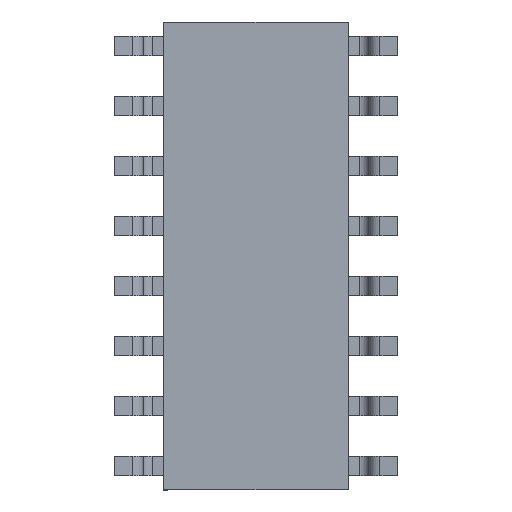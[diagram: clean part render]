
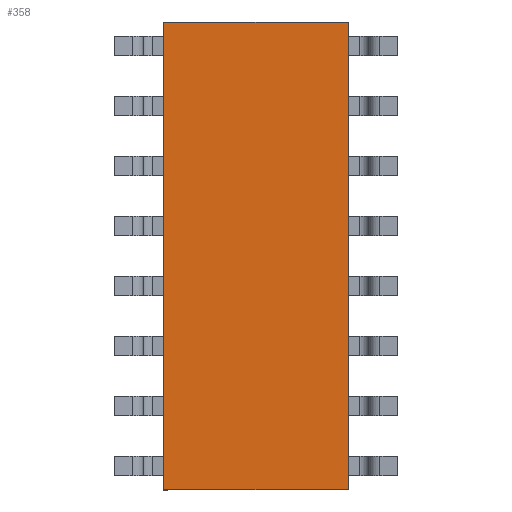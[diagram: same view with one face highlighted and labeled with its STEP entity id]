
A CAD part, front view. The second image highlights one B-rep face of the part: STEP entity #358.
In plain terms, the highlighted planar face has unit normal (0, -1, 0).
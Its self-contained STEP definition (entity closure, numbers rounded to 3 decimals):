
#263 = VECTOR ( 'NONE', #3323, 1000. ) ;
#358 = ADVANCED_FACE ( 'NONE', ( #10760 ), #2877, .F. ) ;
#2555 = CARTESIAN_POINT ( 'NONE',  ( -1.95, 0.15, 4.95 ) ) ;
#2678 = VECTOR ( 'NONE', #12707, 1000. ) ;
#2850 = CARTESIAN_POINT ( 'NONE',  ( -1.95, 0.15, -4.95 ) ) ;
#2877 = PLANE ( 'NONE',  #6247 ) ;
#3080 = VERTEX_POINT ( 'NONE', #14606 ) ;
#3323 = DIRECTION ( 'NONE',  ( 0., 0., -1. ) ) ;
#4009 = VERTEX_POINT ( 'NONE', #2850 ) ;
#4199 = LINE ( 'NONE', #18093, #263 ) ;
#4580 = ORIENTED_EDGE ( 'NONE', *, *, #6223, .F. ) ;
#4697 = ORIENTED_EDGE ( 'NONE', *, *, #14184, .F. ) ;
#5613 = DIRECTION ( 'NONE',  ( 0., 1., 0. ) ) ;
#6007 = ORIENTED_EDGE ( 'NONE', *, *, #10925, .F. ) ;
#6223 = EDGE_CURVE ( 'NONE', #9093, #15837, #4199, .T. ) ;
#6247 = AXIS2_PLACEMENT_3D ( 'NONE', #16071, #5613, #14565 ) ;
#8205 = CARTESIAN_POINT ( 'NONE',  ( -1.95, 0.15, -4.95 ) ) ;
#9093 = VERTEX_POINT ( 'NONE', #12823 ) ;
#9251 = VECTOR ( 'NONE', #12499, 1000. ) ;
#9949 = LINE ( 'NONE', #8205, #9251 ) ;
#10760 = FACE_OUTER_BOUND ( 'NONE', #15775, .T. ) ;
#10925 = EDGE_CURVE ( 'NONE', #15837, #4009, #15998, .T. ) ;
#12083 = CARTESIAN_POINT ( 'NONE',  ( -1.95, 0.15, -4.95 ) ) ;
#12499 = DIRECTION ( 'NONE',  ( 0., 0., 1. ) ) ;
#12707 = DIRECTION ( 'NONE',  ( -1., 0., 0. ) ) ;
#12823 = CARTESIAN_POINT ( 'NONE',  ( 1.95, 0.15, 4.95 ) ) ;
#13020 = LINE ( 'NONE', #2555, #14861 ) ;
#13680 = DIRECTION ( 'NONE',  ( 1., 0., 0. ) ) ;
#14182 = EDGE_CURVE ( 'NONE', #4009, #3080, #9949, .T. ) ;
#14184 = EDGE_CURVE ( 'NONE', #3080, #9093, #13020, .T. ) ;
#14565 = DIRECTION ( 'NONE',  ( 0., 0., 1. ) ) ;
#14606 = CARTESIAN_POINT ( 'NONE',  ( -1.95, 0.15, 4.95 ) ) ;
#14628 = ORIENTED_EDGE ( 'NONE', *, *, #14182, .F. ) ;
#14861 = VECTOR ( 'NONE', #13680, 1000. ) ;
#15775 = EDGE_LOOP ( 'NONE', ( #6007, #4580, #4697, #14628 ) ) ;
#15837 = VERTEX_POINT ( 'NONE', #16077 ) ;
#15998 = LINE ( 'NONE', #12083, #2678 ) ;
#16071 = CARTESIAN_POINT ( 'NONE',  ( -1.95, 0.15, -4.95 ) ) ;
#16077 = CARTESIAN_POINT ( 'NONE',  ( 1.95, 0.15, -4.95 ) ) ;
#18093 = CARTESIAN_POINT ( 'NONE',  ( 1.95, 0.15, -4.95 ) ) ;
